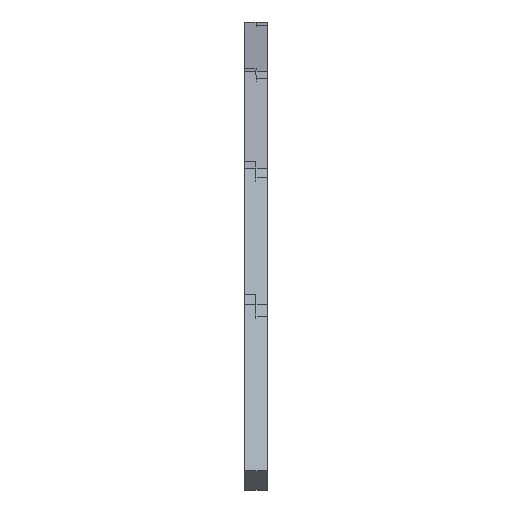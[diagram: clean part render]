
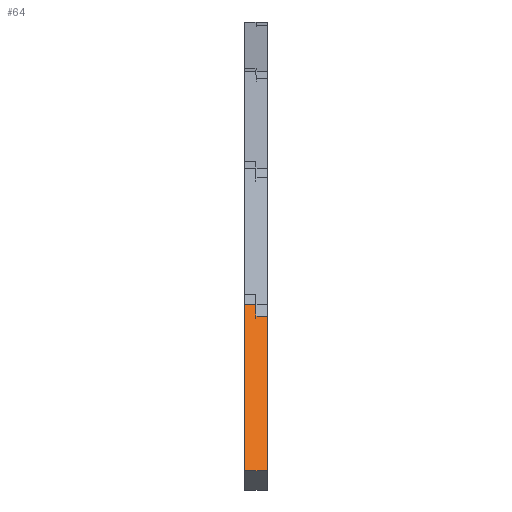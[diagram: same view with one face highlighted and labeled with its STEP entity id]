
A CAD part, left-side view. The second image highlights one B-rep face of the part: STEP entity #64.
In plain terms, the highlighted planar face has unit normal (-0.865, 0, 0.502).
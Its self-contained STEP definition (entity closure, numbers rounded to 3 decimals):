
#64=ADVANCED_FACE('',(#242),#2771,.T.);
#242=FACE_OUTER_BOUND('',#421,.T.);
#421=EDGE_LOOP('',(#658,#659,#660,#661,#662,#663,#664));
#658=ORIENTED_EDGE('',*,*,#1564,.T.);
#659=ORIENTED_EDGE('',*,*,#1565,.F.);
#660=ORIENTED_EDGE('',*,*,#1549,.F.);
#661=ORIENTED_EDGE('',*,*,#1551,.F.);
#662=ORIENTED_EDGE('',*,*,#1561,.F.);
#663=ORIENTED_EDGE('',*,*,#1553,.F.);
#664=ORIENTED_EDGE('',*,*,#1552,.T.);
#1549=EDGE_CURVE('',#2476,#2471,#2005,.T.);
#1551=EDGE_CURVE('',#2472,#2476,#2007,.T.);
#1552=EDGE_CURVE('',#2477,#2483,#2008,.T.);
#1553=EDGE_CURVE('',#2477,#2482,#2009,.T.);
#1561=EDGE_CURVE('',#2482,#2472,#2017,.T.);
#1564=EDGE_CURVE('',#2483,#2485,#2194,.T.);
#1565=EDGE_CURVE('',#2471,#2485,#2018,.T.);
#2005=B_SPLINE_CURVE_WITH_KNOTS('',1,(#3453,#3454),.UNSPECIFIED.,.F.,.F.,
(2,2),(-15.,0.),.UNSPECIFIED.);
#2007=B_SPLINE_CURVE_WITH_KNOTS('',1,(#3457,#3458),.UNSPECIFIED.,.F.,.F.,
(2,2),(-18.198,0.),.UNSPECIFIED.);
#2008=B_SPLINE_CURVE_WITH_KNOTS('',3,(#3459,#3460,#3461,#3462),
 .UNSPECIFIED.,.F.,.F.,(4,4),(0.,235.879),.UNSPECIFIED.);
#2009=B_SPLINE_CURVE_WITH_KNOTS('',1,(#3463,#3464),.UNSPECIFIED.,.F.,.F.,
(2,2),(-160.86,-120.645),.UNSPECIFIED.);
#2017=B_SPLINE_CURVE_WITH_KNOTS('',3,(#3483,#3484,#3485,#3486),
 .UNSPECIFIED.,.F.,.F.,(4,4),(0.,235.879),.UNSPECIFIED.);
#2018=B_SPLINE_CURVE_WITH_KNOTS('',1,(#3499,#3500),.UNSPECIFIED.,.F.,.F.,
(2,2),(0.,18.198),.UNSPECIFIED.);
#2194=(
BOUNDED_CURVE()
B_SPLINE_CURVE(1,(#3497,#3498),.UNSPECIFIED.,.F.,.F.)
B_SPLINE_CURVE_WITH_KNOTS((2,2),(0.,15.),.UNSPECIFIED.)
CURVE()
GEOMETRIC_REPRESENTATION_ITEM()
RATIONAL_B_SPLINE_CURVE((1.,1.))
REPRESENTATION_ITEM('')
);
#2471=VERTEX_POINT('',#3409);
#2472=VERTEX_POINT('',#3410);
#2476=VERTEX_POINT('',#3414);
#2477=VERTEX_POINT('',#3415);
#2482=VERTEX_POINT('',#3420);
#2483=VERTEX_POINT('',#3421);
#2485=VERTEX_POINT('',#3423);
#2771=PLANE('',#3040);
#3040=AXIS2_PLACEMENT_3D('',#3402,#3221,$);
#3221=DIRECTION('',(-0.865,0.,0.502));
#3402=CARTESIAN_POINT('',(-900.,15.,0.));
#3409=CARTESIAN_POINT('',(-772.553,0.,219.8));
#3410=CARTESIAN_POINT('',(-781.681,15.,204.057));
#3414=CARTESIAN_POINT('',(-772.553,15.,219.8));
#3415=CARTESIAN_POINT('',(-900.,-15.,0.));
#3420=CARTESIAN_POINT('',(-900.,15.,0.));
#3421=CARTESIAN_POINT('',(-781.681,-15.,204.057));
#3423=CARTESIAN_POINT('',(-781.681,0.,204.057));
#3453=CARTESIAN_POINT('',(-772.553,15.,219.8));
#3454=CARTESIAN_POINT('',(-772.553,0.,219.8));
#3457=CARTESIAN_POINT('',(-781.681,15.,204.057));
#3458=CARTESIAN_POINT('',(-772.553,15.,219.8));
#3459=CARTESIAN_POINT('',(-900.,-15.,0.));
#3460=CARTESIAN_POINT('',(-860.56,-15.,68.019));
#3461=CARTESIAN_POINT('',(-821.121,-15.,136.038));
#3462=CARTESIAN_POINT('',(-781.681,-15.,204.057));
#3463=CARTESIAN_POINT('',(-900.,-15.,0.));
#3464=CARTESIAN_POINT('',(-900.,15.,0.));
#3483=CARTESIAN_POINT('',(-900.,15.,0.));
#3484=CARTESIAN_POINT('',(-860.56,15.,68.019));
#3485=CARTESIAN_POINT('',(-821.121,15.,136.038));
#3486=CARTESIAN_POINT('',(-781.681,15.,204.057));
#3497=CARTESIAN_POINT('',(-781.681,-15.,204.057));
#3498=CARTESIAN_POINT('',(-781.681,0.,204.057));
#3499=CARTESIAN_POINT('',(-772.553,0.,219.8));
#3500=CARTESIAN_POINT('',(-781.681,0.,204.057));
